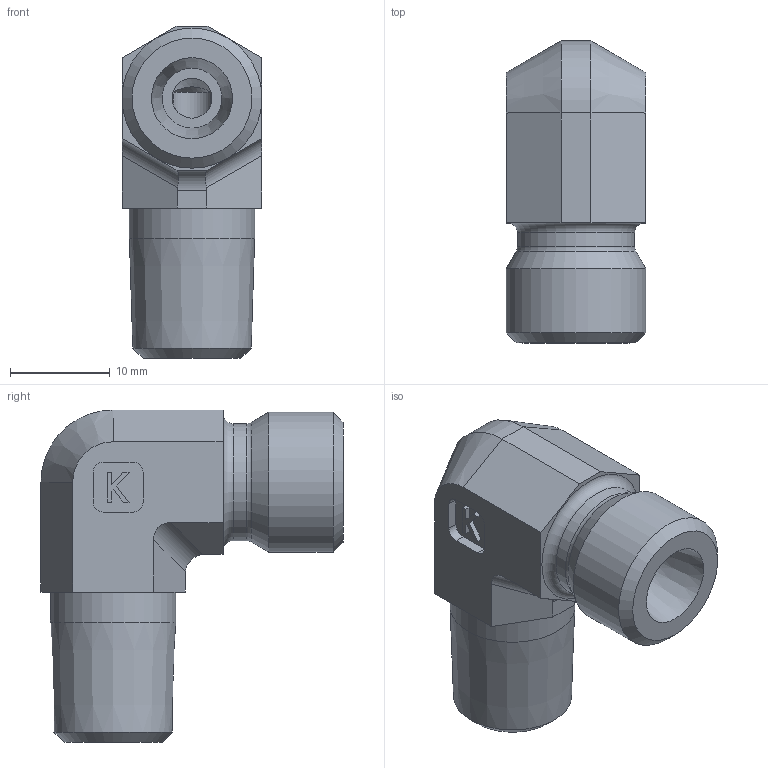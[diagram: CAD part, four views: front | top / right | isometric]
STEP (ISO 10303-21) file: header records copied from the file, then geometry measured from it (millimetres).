
FILE_DESCRIPTION((''),'2;1');
FILE_NAME('21003061214.stp','2014-08-27T10:43:13',(''),('KNOMI spol. s r. o.'),'Autodesk Inventor 2012','Autodesk Inventor 2012','');
FILE_SCHEMA(('AUTOMOTIVE_DESIGN { 1 2 10303 214 0 1 1 1 }'));
Length unit declared in the file: millimetre
Products named in the file (1): LHCM3 6SMkuž M12x1,5/M14x1
Bounding box: 14 x 30.22 x 33.22 mm (x, y, z)
Volume: 6186.4 mm3; surface area: 3033.6 mm2
Topology: 1 solids, 1 shells, 71 faces, 168 edges, 104 vertices
Faces by surface type: plane 37, cylinder 18, cone 14, torus 2
Full cylindrical faces by diameter (mm): 4 x2, 6 x1, 11.7 x1, 12.532 x1, 14 x1
Entity records: 1990 total; most frequent: CARTESIAN_POINT 371, DIRECTION 340, ORIENTED_EDGE 302, EDGE_CURVE 151, AXIS2_PLACEMENT_3D 122, VERTEX_POINT 101, VECTOR 96, LINE 96
